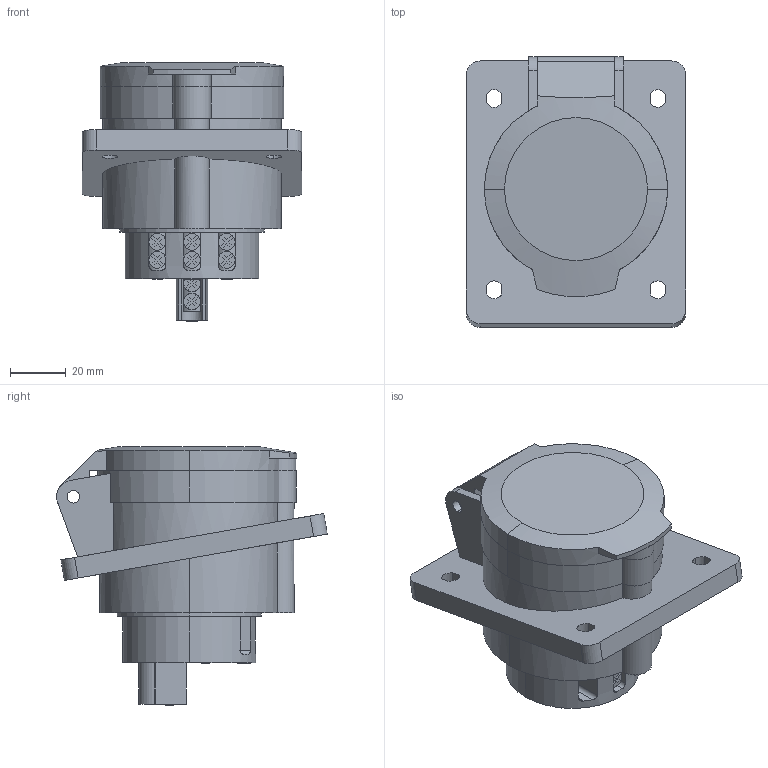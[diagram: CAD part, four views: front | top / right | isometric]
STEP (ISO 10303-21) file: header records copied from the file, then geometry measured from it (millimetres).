
FILE_DESCRIPTION (( 'STEP AP214' ), '1' );
FILE_NAME ('PSR42-032-4 Ðîçåòêà 424 ñêðûòàÿ 3Ð+Å 32À 380Â IP44 ÈÝÊ.STEP', '2017-03-21T12:22:20', ( '' ), ( '' ), 'SwSTEP 2.0', 'SolidWorks 2014', '' );
FILE_SCHEMA (( 'AUTOMOTIVE_DESIGN' ));
Length unit declared in the file: millimetre
Products named in the file (1): PSR42-032-4 Ðîçåòêà 424 ñêðûòàÿ 3Ð+Å 32À 380Â IP44 ÈÝÊ
Bounding box: 79 x 97.5 x 93 mm (x, y, z)
Volume: 196458.5 mm3; surface area: 67787.9 mm2
Topology: 10 solids, 10 shells, 459 faces, 1179 edges, 785 vertices
Faces by surface type: plane 263, cylinder 149, bspline 37, cone 10
Entity records: 16542 total; most frequent: CARTESIAN_POINT 5216, ORIENTED_EDGE 2358, DIRECTION 2227, EDGE_CURVE 1179, VERTEX_POINT 785, AXIS2_PLACEMENT_3D 747, VECTOR 733, LINE 733
